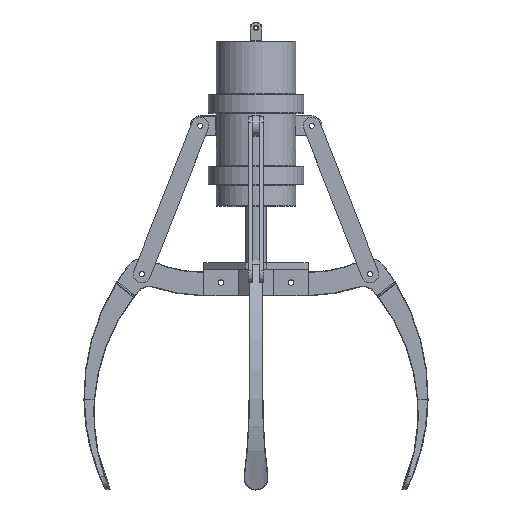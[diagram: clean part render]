
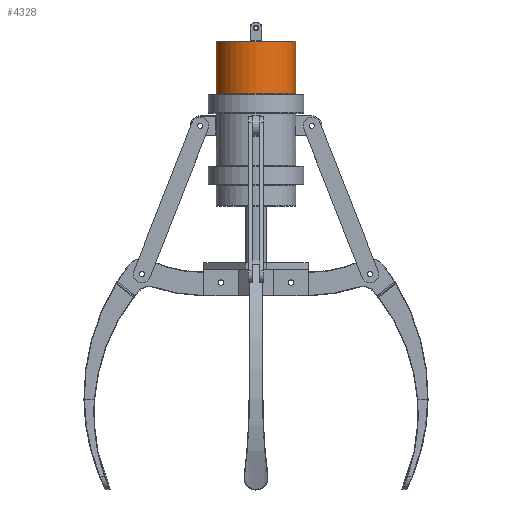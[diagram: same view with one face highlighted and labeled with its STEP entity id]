
A CAD part, top view. The second image highlights one B-rep face of the part: STEP entity #4328.
In plain terms, the highlighted cylindrical face has radius 15 mm (diameter 30 mm), a full revolution.
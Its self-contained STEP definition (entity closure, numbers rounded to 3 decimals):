
#444=FACE_OUTER_BOUND('',#728,.T.);
#728=EDGE_LOOP('',(#3041,#3042,#3043,#3044,#3045,#3046));
#1033=LINE('',#6967,#1292);
#1292=VECTOR('',#5452,15.);
#1604=CIRCLE('',#4726,15.);
#1605=CIRCLE('',#4727,15.);
#1606=CIRCLE('',#4728,15.);
#1607=CIRCLE('',#4729,15.);
#1963=VERTEX_POINT('',#6962);
#1964=VERTEX_POINT('',#6963);
#1965=VERTEX_POINT('',#6966);
#1966=VERTEX_POINT('',#6968);
#2378=EDGE_CURVE('',#1963,#1964,#1604,.F.);
#2379=EDGE_CURVE('',#1964,#1963,#1605,.F.);
#2380=EDGE_CURVE('',#1963,#1965,#1033,.T.);
#2381=EDGE_CURVE('',#1965,#1966,#1606,.T.);
#2382=EDGE_CURVE('',#1966,#1965,#1607,.T.);
#3041=ORIENTED_EDGE('',*,*,#2378,.T.);
#3042=ORIENTED_EDGE('',*,*,#2379,.T.);
#3043=ORIENTED_EDGE('',*,*,#2380,.T.);
#3044=ORIENTED_EDGE('',*,*,#2381,.T.);
#3045=ORIENTED_EDGE('',*,*,#2382,.T.);
#3046=ORIENTED_EDGE('',*,*,#2380,.F.);
#4233=CYLINDRICAL_SURFACE('',#4725,15.);
#4328=ADVANCED_FACE('',(#444),#4233,.T.);
#4725=AXIS2_PLACEMENT_3D('',#6961,#5446,#5447);
#4726=AXIS2_PLACEMENT_3D('',#6964,#5448,#5449);
#4727=AXIS2_PLACEMENT_3D('',#6965,#5450,#5451);
#4728=AXIS2_PLACEMENT_3D('',#6969,#5453,#5454);
#4729=AXIS2_PLACEMENT_3D('',#6970,#5455,#5456);
#5446=DIRECTION('center_axis',(0.,1.,0.));
#5447=DIRECTION('ref_axis',(-1.,0.,0.));
#5448=DIRECTION('center_axis',(0.,1.,0.));
#5449=DIRECTION('ref_axis',(-1.,0.,0.));
#5450=DIRECTION('center_axis',(0.,1.,0.));
#5451=DIRECTION('ref_axis',(-1.,0.,0.));
#5452=DIRECTION('',(0.,-1.,0.));
#5453=DIRECTION('center_axis',(0.,1.,0.));
#5454=DIRECTION('ref_axis',(-1.,0.,0.));
#5455=DIRECTION('center_axis',(0.,1.,0.));
#5456=DIRECTION('ref_axis',(-1.,0.,0.));
#6961=CARTESIAN_POINT('Origin',(0.,47.239,
0.));
#6962=CARTESIAN_POINT('',(15.,47.039,0.));
#6963=CARTESIAN_POINT('',(0.,47.039,-15.));
#6964=CARTESIAN_POINT('Origin',(0.,47.039,
0.));
#6965=CARTESIAN_POINT('Origin',(0.,47.039,
0.));
#6966=CARTESIAN_POINT('',(15.,27.439,0.));
#6967=CARTESIAN_POINT('',(15.,47.239,0.));
#6968=CARTESIAN_POINT('',(0.,27.439,-15.));
#6969=CARTESIAN_POINT('Origin',(0.,27.439,0.));
#6970=CARTESIAN_POINT('Origin',(0.,27.439,0.));
